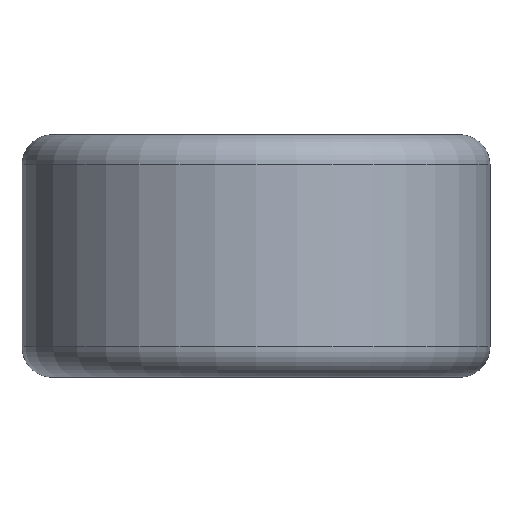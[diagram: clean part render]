
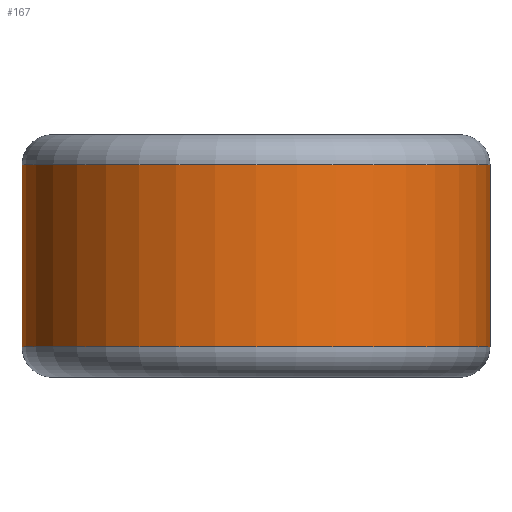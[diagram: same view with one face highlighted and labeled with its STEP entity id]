
A CAD part, front view. The second image highlights one B-rep face of the part: STEP entity #167.
In plain terms, the highlighted cylindrical face has radius 27 mm (diameter 54 mm), a full revolution.
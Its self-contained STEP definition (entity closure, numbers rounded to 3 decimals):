
#21=CYLINDRICAL_SURFACE('',#192,27.);
#27=LINE('',#295,#33);
#33=VECTOR('',#246,27.);
#49=FACE_OUTER_BOUND('',#64,.T.);
#64=EDGE_LOOP('',(#141,#142,#143,#144));
#77=CIRCLE('',#189,27.);
#79=CIRCLE('',#193,27.);
#90=VERTEX_POINT('',#286);
#92=VERTEX_POINT('',#293);
#107=EDGE_CURVE('',#90,#90,#77,.T.);
#109=EDGE_CURVE('',#92,#92,#79,.T.);
#110=EDGE_CURVE('',#92,#90,#27,.T.);
#141=ORIENTED_EDGE('',*,*,#109,.F.);
#142=ORIENTED_EDGE('',*,*,#110,.T.);
#143=ORIENTED_EDGE('',*,*,#107,.T.);
#144=ORIENTED_EDGE('',*,*,#110,.F.);
#167=ADVANCED_FACE('',(#49),#21,.T.);
#189=AXIS2_PLACEMENT_3D('',#288,#236,#237);
#192=AXIS2_PLACEMENT_3D('',#292,#242,#243);
#193=AXIS2_PLACEMENT_3D('',#294,#244,#245);
#236=DIRECTION('center_axis',(0.,0.,1.));
#237=DIRECTION('ref_axis',(1.,0.,0.));
#242=DIRECTION('center_axis',(0.,0.,1.));
#243=DIRECTION('ref_axis',(1.,0.,0.));
#244=DIRECTION('center_axis',(0.,0.,1.));
#245=DIRECTION('ref_axis',(1.,0.,0.));
#246=DIRECTION('',(0.,0.,-1.));
#286=CARTESIAN_POINT('',(-27.,0.,-10.5));
#288=CARTESIAN_POINT('Origin',(0.,0.,-10.5));
#292=CARTESIAN_POINT('Origin',(0.,0.,5.25));
#293=CARTESIAN_POINT('',(-27.,0.,10.5));
#294=CARTESIAN_POINT('Origin',(0.,0.,10.5));
#295=CARTESIAN_POINT('',(-27.,0.,5.25));
